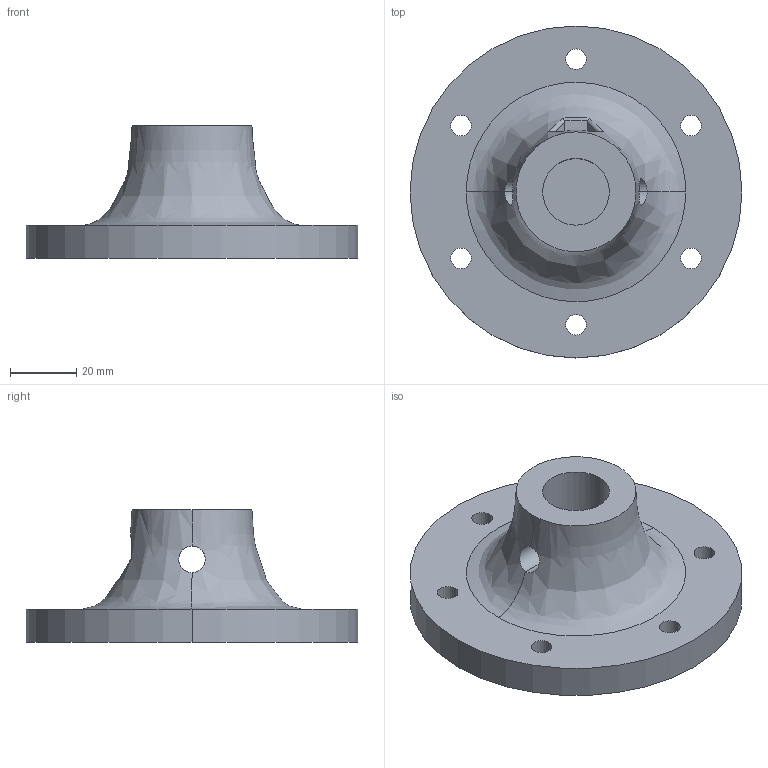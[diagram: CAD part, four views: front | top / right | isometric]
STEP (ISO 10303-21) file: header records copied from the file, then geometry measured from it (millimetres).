
FILE_DESCRIPTION (( 'STEP AP203' ), '1' );
FILE_NAME ('Shaft Mount.STEP', '2026-01-11T20:16:24', ( '' ), ( '' ), 'SwSTEP 2.0', 'SolidWorks 2024', '' );
FILE_SCHEMA (( 'CONFIG_CONTROL_DESIGN' ));
Length unit declared in the file: millimetre
Products named in the file (1): Shaft Mount
Bounding box: 100 x 100 x 40 mm (x, y, z)
Volume: 109027.1 mm3; surface area: 24828.8 mm2
Topology: 1 solids, 1 shells, 39 faces, 106 edges, 68 vertices
Faces by surface type: cylinder 20, plane 11, bspline 8
Entity records: 2023 total; most frequent: CARTESIAN_POINT 1016, ORIENTED_EDGE 212, DIRECTION 162, EDGE_CURVE 106, VERTEX_POINT 68, AXIS2_PLACEMENT_3D 64, EDGE_LOOP 54, FACE_OUTER_BOUND 39
